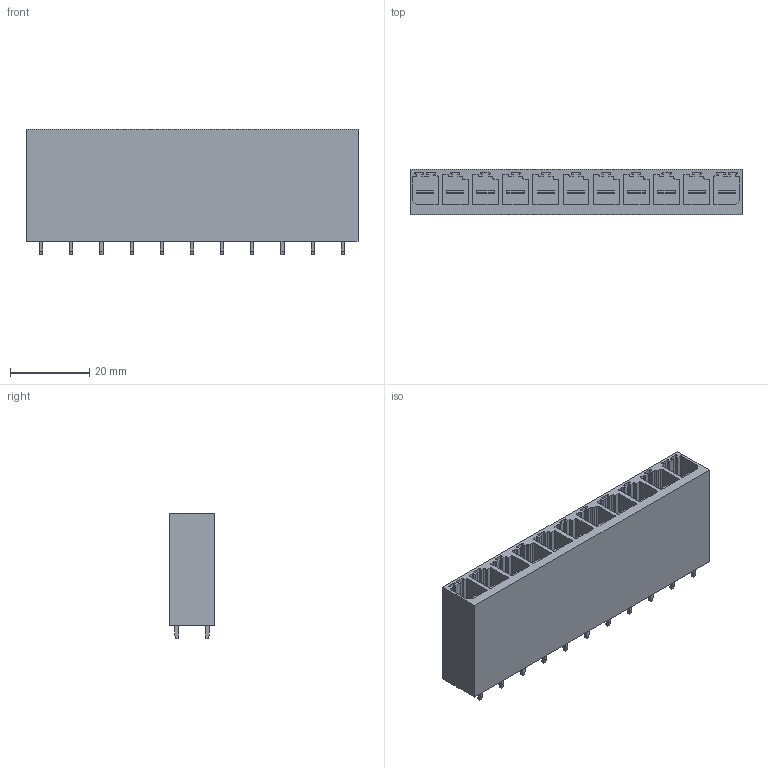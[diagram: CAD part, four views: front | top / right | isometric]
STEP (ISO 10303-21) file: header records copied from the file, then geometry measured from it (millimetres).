
FILE_DESCRIPTION(('CATIA V5 STEP Exchange','CAx-IF Rec.Pracs.--- Model Styling and Organization---1.2---2011-12-15'),'2;1');
FILE_NAME ('D1459407_0_1930690000_1930690000.stp','2018-11-29T03:18:08+00:00',('none'),('Weidmueller'),'CATIA Version 5-6 Release 2014','CATIA V5 STEP AP214','none');
FILE_SCHEMA(('AUTOMOTIVE_DESIGN { 1 0 10303 214 1 1 1 1 }'));
Length unit declared in the file: millimetre
Products named in the file (1): 1930690000
Bounding box: 83.82 x 11.4 x 31.8 mm (x, y, z)
Volume: 19128.2 mm3; surface area: 19066.3 mm2
Topology: 12 solids, 12 shells, 833 faces, 2405 edges, 1596 vertices
Faces by surface type: plane 707, cylinder 126
Entity records: 21413 total; most frequent: ORIENTED_EDGE 4810, CARTESIAN_POINT 3497, DIRECTION 2528, EDGE_CURVE 1954, VECTOR 1724, LINE 1724, VERTEX_POINT 1255, EDGE_LOOP 877
